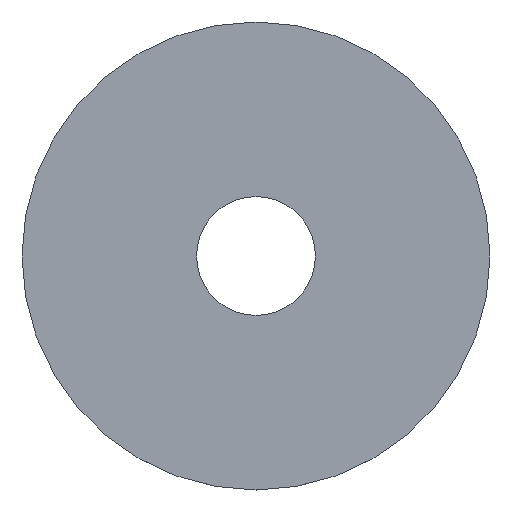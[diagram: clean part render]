
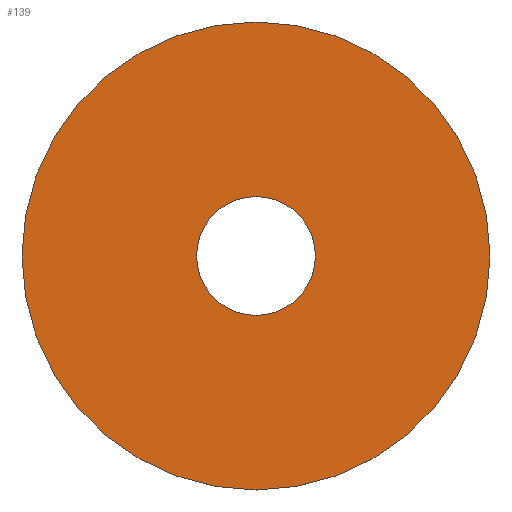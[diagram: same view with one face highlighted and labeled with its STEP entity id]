
A CAD part, top view. The second image highlights one B-rep face of the part: STEP entity #139.
In plain terms, the highlighted planar face has unit normal (0, 0, 1).
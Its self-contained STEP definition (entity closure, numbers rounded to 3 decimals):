
#2 = ORIENTED_EDGE ( 'NONE', *, *, #99, .F. ) ;
#4 = CARTESIAN_POINT ( 'NONE',  ( 0., 0., 0.8 ) ) ;
#5 = FACE_OUTER_BOUND ( 'NONE', #123, .T. ) ;
#11 = ORIENTED_EDGE ( 'NONE', *, *, #41, .T. ) ;
#12 = DIRECTION ( 'NONE',  ( 0., 0., -1. ) ) ;
#13 = EDGE_LOOP ( 'NONE', ( #11 ) ) ;
#15 = CARTESIAN_POINT ( 'NONE',  ( 0., 31.5, 0.8 ) ) ;
#22 = DIRECTION ( 'NONE',  ( 0., 1., 0. ) ) ;
#32 = AXIS2_PLACEMENT_3D ( 'NONE', #116, #49, #98 ) ;
#34 = FACE_BOUND ( 'NONE', #13, .T. ) ;
#35 = CIRCLE ( 'NONE', #136, 31.5 ) ;
#41 = EDGE_CURVE ( 'NONE', #71, #71, #72, .T. ) ;
#44 = DIRECTION ( 'NONE',  ( 0., 1., 0. ) ) ;
#46 = AXIS2_PLACEMENT_3D ( 'NONE', #162, #81, #44 ) ;
#49 = DIRECTION ( 'NONE',  ( 0., 0., 1. ) ) ;
#60 = VERTEX_POINT ( 'NONE', #15 ) ;
#71 = VERTEX_POINT ( 'NONE', #73 ) ;
#72 = CIRCLE ( 'NONE', #46, 8. ) ;
#73 = CARTESIAN_POINT ( 'NONE',  ( 0., 8., 0.8 ) ) ;
#81 = DIRECTION ( 'NONE',  ( 0., 0., -1. ) ) ;
#87 = PLANE ( 'NONE',  #32 ) ;
#98 = DIRECTION ( 'NONE',  ( 0., -1., 0. ) ) ;
#99 = EDGE_CURVE ( 'NONE', #60, #60, #35, .T. ) ;
#116 = CARTESIAN_POINT ( 'NONE',  ( 0., 8., 0.8 ) ) ;
#123 = EDGE_LOOP ( 'NONE', ( #2 ) ) ;
#136 = AXIS2_PLACEMENT_3D ( 'NONE', #4, #12, #22 ) ;
#139 = ADVANCED_FACE ( 'NONE', ( #34, #5 ), #87, .T. ) ;
#162 = CARTESIAN_POINT ( 'NONE',  ( 0., 0., 0.8 ) ) ;
